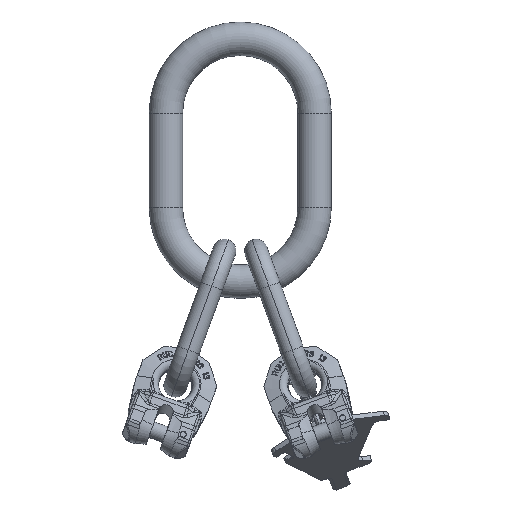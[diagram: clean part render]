
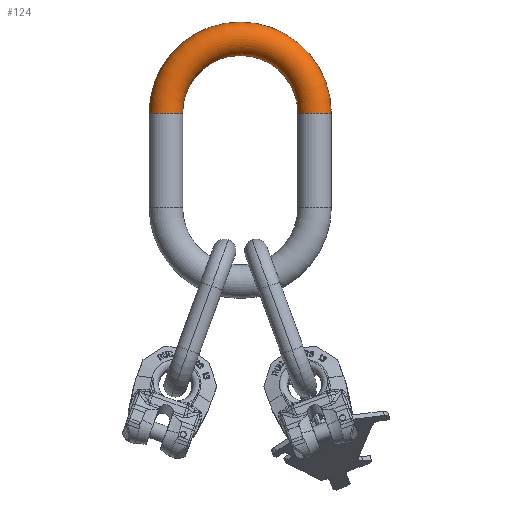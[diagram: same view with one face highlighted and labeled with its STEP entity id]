
A CAD part, top view. The second image highlights one B-rep face of the part: STEP entity #124.
In plain terms, the highlighted toroidal (fillet/blend) face has major radius 71 mm and minor radius 16 mm.
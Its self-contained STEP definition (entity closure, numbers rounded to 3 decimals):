
#6=CARTESIAN_POINT('',(-71.,90.,0.));
#7=DIRECTION('',(0.,1.,0.));
#8=DIRECTION('',(-1.,0.,0.));
#9=AXIS2_PLACEMENT_3D('',#6,#7,#8);
#11=CARTESIAN_POINT('',(0.,90.,0.));
#12=DIRECTION('',(0.,0.,-1.));
#13=DIRECTION('',(-1.,0.,0.));
#14=AXIS2_PLACEMENT_3D('',#11,#12,#13);
#16=CARTESIAN_POINT('',(71.,90.,0.));
#17=DIRECTION('',(0.,-1.,0.));
#18=DIRECTION('',(1.,0.,0.));
#19=AXIS2_PLACEMENT_3D('',#16,#17,#18);
#59=CARTESIAN_POINT('',(0.,90.,0.));
#60=DIRECTION('',(0.,0.,-1.));
#61=DIRECTION('',(-1.,0.,0.));
#62=AXIS2_PLACEMENT_3D('',#59,#60,#61);
#78=CARTESIAN_POINT('',(87.,90.,0.));
#79=CARTESIAN_POINT('',(55.,90.,0.));
#80=VERTEX_POINT('',#78);
#81=VERTEX_POINT('',#79);
#90=CARTESIAN_POINT('',(-87.,90.,0.));
#91=CARTESIAN_POINT('',(-55.,90.,0.));
#92=VERTEX_POINT('',#90);
#93=VERTEX_POINT('',#91);
#110=CARTESIAN_POINT('',(0.,90.,0.));
#111=DIRECTION('',(0.,0.,-1.));
#112=DIRECTION('',(1.,0.,0.));
#113=AXIS2_PLACEMENT_3D('',#110,#111,#112);
#114=TOROIDAL_SURFACE('',#113,71.,16.);
#116=ORIENTED_EDGE('',*,*,#115,.F.);
#118=ORIENTED_EDGE('',*,*,#117,.T.);
#119=ORIENTED_EDGE('',*,*,#99,.T.);
#121=ORIENTED_EDGE('',*,*,#120,.F.);
#122=EDGE_LOOP('',(#116,#118,#119,#121));
#123=FACE_OUTER_BOUND('',#122,.F.);
#124=ADVANCED_FACE('',(#123),#114,.T.);
#10=CIRCLE('',#9,16.);
#15=CIRCLE('',#14,87.);
#20=CIRCLE('',#19,16.);
#63=CIRCLE('',#62,55.);
#99=EDGE_CURVE('',#80,#81,#20,.T.);
#115=EDGE_CURVE('',#92,#93,#10,.T.);
#117=EDGE_CURVE('',#92,#80,#15,.T.);
#120=EDGE_CURVE('',#93,#81,#63,.T.);
